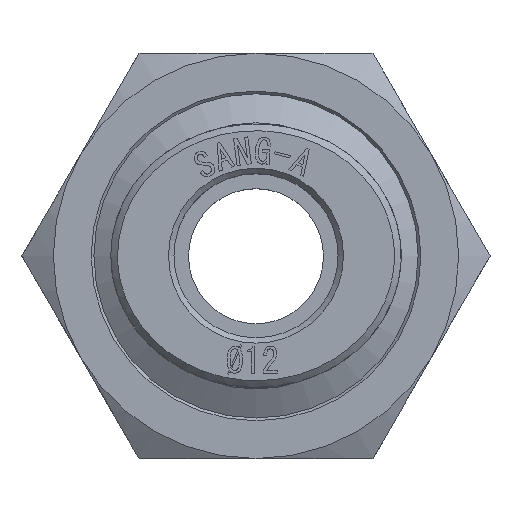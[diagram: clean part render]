
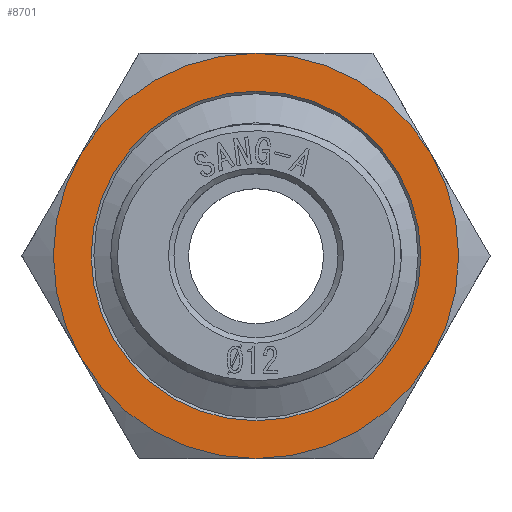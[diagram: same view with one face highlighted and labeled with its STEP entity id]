
A CAD part, top view. The second image highlights one B-rep face of the part: STEP entity #8701.
In plain terms, the highlighted planar face has unit normal (0, 0, 1).
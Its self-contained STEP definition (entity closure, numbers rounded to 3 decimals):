
#8625=CARTESIAN_POINT('',(12.2,0.,6.));
#8626=VERTEX_POINT('',#8625);
#8627=CARTESIAN_POINT('',(0.0,0.0,6.));
#8628=DIRECTION('',(0.0,0.0,1.0));
#8629=DIRECTION('',(-1.0,0.0,0.0));
#8630=AXIS2_PLACEMENT_3D('',#8627,#8628,#8629);
#8631=CIRCLE('',#8630,12.2);
#8632=EDGE_CURVE('',#8626,#8626,#8631,.T.);
#8637=CARTESIAN_POINT('',(0.,0.,6.));
#8638=DIRECTION('',(0.0,0.0,1.0));
#8639=DIRECTION('',(1.0,0.0,0.0));
#8640=AXIS2_PLACEMENT_3D('',#8637,#8638,#8639);
#8641=PLANE('',#8640);
#8642=CARTESIAN_POINT('',(12.99,-7.5,6.));
#8643=VERTEX_POINT('',#8642);
#8644=CARTESIAN_POINT('',(12.99,7.5,6.));
#8645=VERTEX_POINT('',#8644);
#8646=CARTESIAN_POINT('',(0.0,0.0,6.));
#8647=DIRECTION('',(0.0,0.0,1.0));
#8648=DIRECTION('',(-1.0,0.0,0.0));
#8649=AXIS2_PLACEMENT_3D('',#8646,#8647,#8648);
#8650=CIRCLE('',#8649,15.0);
#8651=EDGE_CURVE('',#8643,#8645,#8650,.T.);
#8652=ORIENTED_EDGE('',*,*,#8651,.T.);
#8653=CARTESIAN_POINT('',(0.,15.,6.));
#8654=VERTEX_POINT('',#8653);
#8655=CARTESIAN_POINT('',(0.0,0.0,6.));
#8656=DIRECTION('',(0.0,0.0,1.0));
#8657=DIRECTION('',(-1.0,0.0,0.0));
#8658=AXIS2_PLACEMENT_3D('',#8655,#8656,#8657);
#8659=CIRCLE('',#8658,15.0);
#8660=EDGE_CURVE('',#8645,#8654,#8659,.T.);
#8661=ORIENTED_EDGE('',*,*,#8660,.T.);
#8662=CARTESIAN_POINT('',(-12.99,7.5,6.));
#8663=VERTEX_POINT('',#8662);
#8664=CARTESIAN_POINT('',(0.0,0.0,6.));
#8665=DIRECTION('',(0.0,0.0,1.0));
#8666=DIRECTION('',(-1.0,0.0,0.0));
#8667=AXIS2_PLACEMENT_3D('',#8664,#8665,#8666);
#8668=CIRCLE('',#8667,15.0);
#8669=EDGE_CURVE('',#8654,#8663,#8668,.T.);
#8670=ORIENTED_EDGE('',*,*,#8669,.T.);
#8671=CARTESIAN_POINT('',(-12.99,-7.5,6.));
#8672=VERTEX_POINT('',#8671);
#8673=CARTESIAN_POINT('',(0.0,0.0,6.));
#8674=DIRECTION('',(0.0,0.0,1.0));
#8675=DIRECTION('',(-1.0,0.0,0.0));
#8676=AXIS2_PLACEMENT_3D('',#8673,#8674,#8675);
#8677=CIRCLE('',#8676,15.0);
#8678=EDGE_CURVE('',#8663,#8672,#8677,.T.);
#8679=ORIENTED_EDGE('',*,*,#8678,.T.);
#8680=CARTESIAN_POINT('',(0.,-15.,6.));
#8681=VERTEX_POINT('',#8680);
#8682=CARTESIAN_POINT('',(0.0,0.0,6.));
#8683=DIRECTION('',(0.0,0.0,1.0));
#8684=DIRECTION('',(-1.0,0.0,0.0));
#8685=AXIS2_PLACEMENT_3D('',#8682,#8683,#8684);
#8686=CIRCLE('',#8685,15.0);
#8687=EDGE_CURVE('',#8672,#8681,#8686,.T.);
#8688=ORIENTED_EDGE('',*,*,#8687,.T.);
#8689=CARTESIAN_POINT('',(0.0,0.0,6.));
#8690=DIRECTION('',(0.0,0.0,1.0));
#8691=DIRECTION('',(-1.0,0.0,0.0));
#8692=AXIS2_PLACEMENT_3D('',#8689,#8690,#8691);
#8693=CIRCLE('',#8692,15.0);
#8694=EDGE_CURVE('',#8681,#8643,#8693,.T.);
#8695=ORIENTED_EDGE('',*,*,#8694,.T.);
#8696=EDGE_LOOP('',(#8652,#8661,#8670,#8679,#8688,#8695));
#8697=FACE_OUTER_BOUND('',#8696,.T.);
#8698=ORIENTED_EDGE('',*,*,#8632,.F.);
#8699=EDGE_LOOP('',(#8698));
#8700=FACE_BOUND('',#8699,.T.);
#8701=ADVANCED_FACE('',(#8697,#8700),#8641,.T.);
